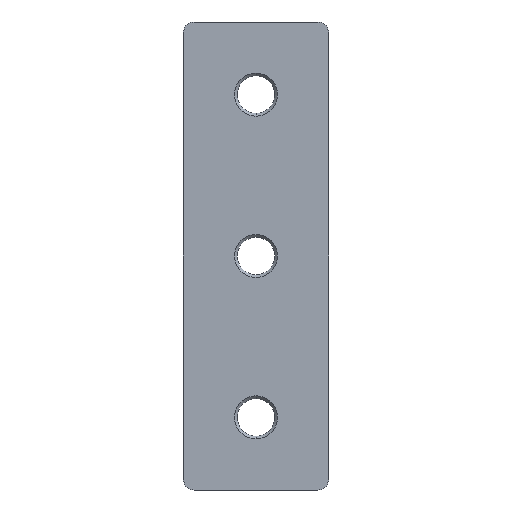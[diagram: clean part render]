
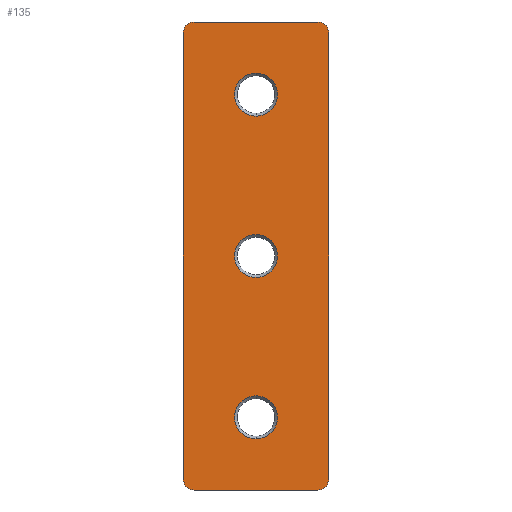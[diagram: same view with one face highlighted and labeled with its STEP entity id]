
A CAD part, front view. The second image highlights one B-rep face of the part: STEP entity #135.
In plain terms, the highlighted planar face has unit normal (0, -1, 0).
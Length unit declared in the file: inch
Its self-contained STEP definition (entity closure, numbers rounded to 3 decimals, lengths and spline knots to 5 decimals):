
#3 = EDGE_CURVE ( 'NONE', #783, #123, #979, .T. ) ;
#10 = CARTESIAN_POINT ( 'NONE',  ( 0.5315, 0., 1.7126 ) ) ;
#30 = AXIS2_PLACEMENT_3D ( 'NONE', #678, #437, #774 ) ;
#37 = ORIENTED_EDGE ( 'NONE', *, *, #104, .F. ) ;
#49 = CIRCLE ( 'NONE', #1053, 0.15748 ) ;
#82 = DIRECTION ( 'NONE',  ( 0., -1., 0. ) ) ;
#86 = PLANE ( 'NONE',  #87 ) ;
#87 = AXIS2_PLACEMENT_3D ( 'NONE', #1109, #1098, #671 ) ;
#92 = VERTEX_POINT ( 'NONE', #426 ) ;
#100 = CARTESIAN_POINT ( 'NONE',  ( -0.5315, 0., 1.7126 ) ) ;
#104 = EDGE_CURVE ( 'NONE', #1061, #886, #609, .T. ) ;
#111 = DIRECTION ( 'NONE',  ( 0., 0., -1. ) ) ;
#116 = ORIENTED_EDGE ( 'NONE', *, *, #530, .F. ) ;
#123 = VERTEX_POINT ( 'NONE', #178 ) ;
#126 = CARTESIAN_POINT ( 'NONE',  ( 0., 0., 1.02362 ) ) ;
#135 = ADVANCED_FACE ( 'NONE', ( #842, #274, #936, #850 ), #86, .F. ) ;
#140 = VERTEX_POINT ( 'NONE', #862 ) ;
#157 = VERTEX_POINT ( 'NONE', #441 ) ;
#168 = AXIS2_PLACEMENT_3D ( 'NONE', #427, #359, #266 ) ;
#178 = CARTESIAN_POINT ( 'NONE',  ( 0., 0., -0.15748 ) ) ;
#204 = CIRCLE ( 'NONE', #822, 0.15748 ) ;
#210 = DIRECTION ( 'NONE',  ( 0., 0., -1. ) ) ;
#213 = ORIENTED_EDGE ( 'NONE', *, *, #3, .F. ) ;
#217 = EDGE_CURVE ( 'NONE', #967, #1041, #818, .T. ) ;
#226 = ORIENTED_EDGE ( 'NONE', *, *, #509, .F. ) ;
#231 = VERTEX_POINT ( 'NONE', #1007 ) ;
#241 = DIRECTION ( 'NONE',  ( 0., -1., 0. ) ) ;
#266 = DIRECTION ( 'NONE',  ( 0., 0., -1. ) ) ;
#274 = FACE_BOUND ( 'NONE', #284, .T. ) ;
#284 = EDGE_LOOP ( 'NONE', ( #226, #880 ) ) ;
#296 = ORIENTED_EDGE ( 'NONE', *, *, #503, .F. ) ;
#312 = DIRECTION ( 'NONE',  ( 0., 0., -1. ) ) ;
#316 = EDGE_CURVE ( 'NONE', #231, #1061, #989, .T. ) ;
#324 = AXIS2_PLACEMENT_3D ( 'NONE', #891, #645, #971 ) ;
#328 = ORIENTED_EDGE ( 'NONE', *, *, #741, .F. ) ;
#346 = AXIS2_PLACEMENT_3D ( 'NONE', #584, #579, #396 ) ;
#355 = DIRECTION ( 'NONE',  ( 0., 1., 0. ) ) ;
#359 = DIRECTION ( 'NONE',  ( 0., 1., 0. ) ) ;
#373 = EDGE_LOOP ( 'NONE', ( #328, #551 ) ) ;
#388 = ORIENTED_EDGE ( 'NONE', *, *, #417, .F. ) ;
#396 = DIRECTION ( 'NONE',  ( 0., 0., -1. ) ) ;
#398 = VECTOR ( 'NONE', #489, 39.37008 ) ;
#417 = EDGE_CURVE ( 'NONE', #92, #231, #856, .T. ) ;
#419 = VECTOR ( 'NONE', #210, 39.37008 ) ;
#426 = CARTESIAN_POINT ( 'NONE',  ( 0.5315, 0., -1.63386 ) ) ;
#427 = CARTESIAN_POINT ( 'NONE',  ( 0.45276, 0., 1.63386 ) ) ;
#437 = DIRECTION ( 'NONE',  ( 0., 1., 0. ) ) ;
#441 = CARTESIAN_POINT ( 'NONE',  ( 0., 0., -1.02362 ) ) ;
#449 = ORIENTED_EDGE ( 'NONE', *, *, #460, .F. ) ;
#451 = DIRECTION ( 'NONE',  ( 0., 0., 1. ) ) ;
#453 = CIRCLE ( 'NONE', #30, 0.07874 ) ;
#460 = EDGE_CURVE ( 'NONE', #612, #669, #453, .T. ) ;
#481 = VERTEX_POINT ( 'NONE', #685 ) ;
#489 = DIRECTION ( 'NONE',  ( -1., 0., 0. ) ) ;
#503 = EDGE_CURVE ( 'NONE', #994, #140, #713, .T. ) ;
#509 = EDGE_CURVE ( 'NONE', #1041, #967, #523, .T. ) ;
#511 = CARTESIAN_POINT ( 'NONE',  ( -0.45276, 0., -1.63386 ) ) ;
#523 = CIRCLE ( 'NONE', #962, 0.15748 ) ;
#530 = EDGE_CURVE ( 'NONE', #669, #994, #762, .T. ) ;
#531 = ORIENTED_EDGE ( 'NONE', *, *, #658, .F. ) ;
#534 = CARTESIAN_POINT ( 'NONE',  ( -0.45276, 0., 1.7126 ) ) ;
#541 = EDGE_CURVE ( 'NONE', #123, #783, #49, .T. ) ;
#551 = ORIENTED_EDGE ( 'NONE', *, *, #1032, .F. ) ;
#555 = CARTESIAN_POINT ( 'NONE',  ( 0.45276, 0., 1.7126 ) ) ;
#579 = DIRECTION ( 'NONE',  ( 0., -1., 0. ) ) ;
#584 = CARTESIAN_POINT ( 'NONE',  ( 0., 0., 1.1811 ) ) ;
#586 = EDGE_CURVE ( 'NONE', #886, #612, #701, .T. ) ;
#590 = DIRECTION ( 'NONE',  ( 0., 1., 0. ) ) ;
#595 = AXIS2_PLACEMENT_3D ( 'NONE', #1029, #355, #770 ) ;
#602 = DIRECTION ( 'NONE',  ( 0., -1., 0. ) ) ;
#609 = CIRCLE ( 'NONE', #1111, 0.07874 ) ;
#612 = VERTEX_POINT ( 'NONE', #1048 ) ;
#626 = VECTOR ( 'NONE', #451, 39.37008 ) ;
#635 = LINE ( 'NONE', #10, #419 ) ;
#643 = AXIS2_PLACEMENT_3D ( 'NONE', #1073, #919, #1079 ) ;
#645 = DIRECTION ( 'NONE',  ( 0., -1., 0. ) ) ;
#647 = EDGE_LOOP ( 'NONE', ( #388, #531, #296, #116, #449, #660, #37, #866 ) ) ;
#654 = CARTESIAN_POINT ( 'NONE',  ( -0.5315, 0., -1.7126 ) ) ;
#658 = EDGE_CURVE ( 'NONE', #140, #92, #635, .T. ) ;
#660 = ORIENTED_EDGE ( 'NONE', *, *, #586, .F. ) ;
#669 = VERTEX_POINT ( 'NONE', #534 ) ;
#671 = DIRECTION ( 'NONE',  ( 0., 0., 1. ) ) ;
#678 = CARTESIAN_POINT ( 'NONE',  ( -0.45276, 0., 1.63386 ) ) ;
#682 = CARTESIAN_POINT ( 'NONE',  ( -0.5315, 0., -1.63386 ) ) ;
#685 = CARTESIAN_POINT ( 'NONE',  ( 0., 0., -1.33858 ) ) ;
#694 = DIRECTION ( 'NONE',  ( 0., 0., -1. ) ) ;
#695 = CARTESIAN_POINT ( 'NONE',  ( 0., 0., 1.1811 ) ) ;
#701 = LINE ( 'NONE', #100, #626 ) ;
#713 = CIRCLE ( 'NONE', #168, 0.07874 ) ;
#741 = EDGE_CURVE ( 'NONE', #481, #157, #204, .T. ) ;
#762 = LINE ( 'NONE', #932, #786 ) ;
#766 = DIRECTION ( 'NONE',  ( 0., 0., -1. ) ) ;
#770 = DIRECTION ( 'NONE',  ( 0., 0., -1. ) ) ;
#774 = DIRECTION ( 'NONE',  ( 0., 0., -1. ) ) ;
#783 = VERTEX_POINT ( 'NONE', #993 ) ;
#786 = VECTOR ( 'NONE', #1099, 39.37008 ) ;
#818 = CIRCLE ( 'NONE', #346, 0.15748 ) ;
#822 = AXIS2_PLACEMENT_3D ( 'NONE', #1000, #241, #312 ) ;
#842 = FACE_OUTER_BOUND ( 'NONE', #647, .T. ) ;
#846 = CARTESIAN_POINT ( 'NONE',  ( 0., 0., 0. ) ) ;
#850 = FACE_BOUND ( 'NONE', #373, .T. ) ;
#856 = CIRCLE ( 'NONE', #595, 0.07874 ) ;
#862 = CARTESIAN_POINT ( 'NONE',  ( 0.5315, 0., 1.63386 ) ) ;
#866 = ORIENTED_EDGE ( 'NONE', *, *, #316, .F. ) ;
#880 = ORIENTED_EDGE ( 'NONE', *, *, #217, .F. ) ;
#886 = VERTEX_POINT ( 'NONE', #682 ) ;
#891 = CARTESIAN_POINT ( 'NONE',  ( 0., 0., -1.1811 ) ) ;
#919 = DIRECTION ( 'NONE',  ( 0., -1., 0. ) ) ;
#932 = CARTESIAN_POINT ( 'NONE',  ( -0.5315, 0., 1.7126 ) ) ;
#936 = FACE_BOUND ( 'NONE', #986, .T. ) ;
#962 = AXIS2_PLACEMENT_3D ( 'NONE', #695, #602, #766 ) ;
#967 = VERTEX_POINT ( 'NONE', #1068 ) ;
#971 = DIRECTION ( 'NONE',  ( 0., 0., -1. ) ) ;
#973 = CIRCLE ( 'NONE', #324, 0.15748 ) ;
#979 = CIRCLE ( 'NONE', #643, 0.15748 ) ;
#986 = EDGE_LOOP ( 'NONE', ( #1087, #213 ) ) ;
#989 = LINE ( 'NONE', #654, #398 ) ;
#993 = CARTESIAN_POINT ( 'NONE',  ( 0., 0., 0.15748 ) ) ;
#994 = VERTEX_POINT ( 'NONE', #555 ) ;
#1000 = CARTESIAN_POINT ( 'NONE',  ( 0., 0., -1.1811 ) ) ;
#1007 = CARTESIAN_POINT ( 'NONE',  ( 0.45276, 0., -1.7126 ) ) ;
#1029 = CARTESIAN_POINT ( 'NONE',  ( 0.45276, 0., -1.63386 ) ) ;
#1032 = EDGE_CURVE ( 'NONE', #157, #481, #973, .T. ) ;
#1041 = VERTEX_POINT ( 'NONE', #126 ) ;
#1048 = CARTESIAN_POINT ( 'NONE',  ( -0.5315, 0., 1.63386 ) ) ;
#1053 = AXIS2_PLACEMENT_3D ( 'NONE', #846, #82, #111 ) ;
#1061 = VERTEX_POINT ( 'NONE', #1062 ) ;
#1062 = CARTESIAN_POINT ( 'NONE',  ( -0.45276, 0., -1.7126 ) ) ;
#1068 = CARTESIAN_POINT ( 'NONE',  ( 0., 0., 1.33858 ) ) ;
#1073 = CARTESIAN_POINT ( 'NONE',  ( 0., 0., 0. ) ) ;
#1079 = DIRECTION ( 'NONE',  ( 0., 0., -1. ) ) ;
#1087 = ORIENTED_EDGE ( 'NONE', *, *, #541, .F. ) ;
#1098 = DIRECTION ( 'NONE',  ( 0., 1., 0. ) ) ;
#1099 = DIRECTION ( 'NONE',  ( 1., 0., 0. ) ) ;
#1109 = CARTESIAN_POINT ( 'NONE',  ( -0.5315, 0., 1.7126 ) ) ;
#1111 = AXIS2_PLACEMENT_3D ( 'NONE', #511, #590, #694 ) ;
